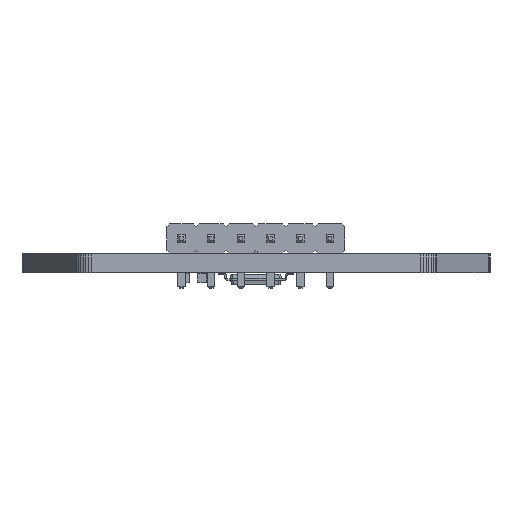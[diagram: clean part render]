
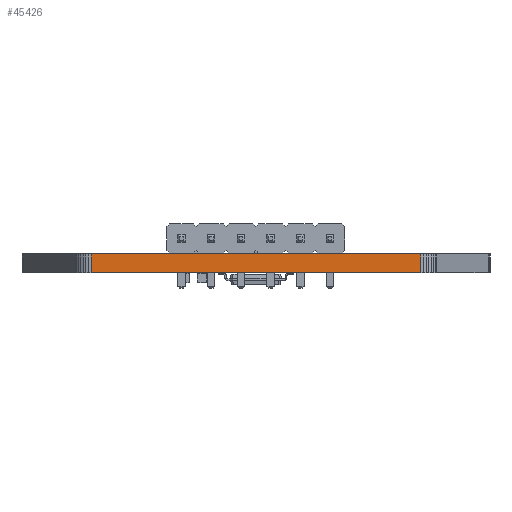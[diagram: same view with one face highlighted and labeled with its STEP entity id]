
A CAD part, front view. The second image highlights one B-rep face of the part: STEP entity #45426.
In plain terms, the highlighted planar face has unit normal (0, -1, 0).
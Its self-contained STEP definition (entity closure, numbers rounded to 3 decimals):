
#38895 = PLANE('',#38896);
#38896 = AXIS2_PLACEMENT_3D('',#38897,#38898,#38899);
#38897 = CARTESIAN_POINT('',(100.007,-104.578,1.6));
#38898 = DIRECTION('',(-0.,-0.,-1.));
#38899 = DIRECTION('',(-1.,0.,0.));
#38949 = PLANE('',#38950);
#38950 = AXIS2_PLACEMENT_3D('',#38951,#38952,#38953);
#38951 = CARTESIAN_POINT('',(100.007,-104.578,0.));
#38952 = DIRECTION('',(-0.,-0.,-1.));
#38953 = DIRECTION('',(-1.,0.,0.));
#39674 = VERTEX_POINT('',#39675);
#39675 = CARTESIAN_POINT('',(114.097,-124.723,0.));
#39689 = PLANE('',#39690);
#39690 = AXIS2_PLACEMENT_3D('',#39691,#39692,#39693);
#39691 = CARTESIAN_POINT('',(114.333,-124.704,0.));
#39692 = DIRECTION('',(0.079,-0.997,0.));
#39693 = DIRECTION('',(-0.997,-0.079,0.));
#39701 = EDGE_CURVE('',#39674,#39702,#39704,.T.);
#39702 = VERTEX_POINT('',#39703);
#39703 = CARTESIAN_POINT('',(85.918,-124.723,0.));
#39704 = SURFACE_CURVE('',#39705,(#39709,#39716),.PCURVE_S1.);
#39705 = LINE('',#39706,#39707);
#39706 = CARTESIAN_POINT('',(114.097,-124.723,0.));
#39707 = VECTOR('',#39708,1.);
#39708 = DIRECTION('',(-1.,0.,0.));
#39709 = PCURVE('',#38949,#39710);
#39710 = DEFINITIONAL_REPRESENTATION('',(#39711),#39715);
#39711 = LINE('',#39712,#39713);
#39712 = CARTESIAN_POINT('',(-14.089,-20.145));
#39713 = VECTOR('',#39714,1.);
#39714 = DIRECTION('',(1.,0.));
#39715 = ( GEOMETRIC_REPRESENTATION_CONTEXT(2) 
PARAMETRIC_REPRESENTATION_CONTEXT() REPRESENTATION_CONTEXT('2D SPACE',''
  ) );
#39716 = PCURVE('',#39717,#39722);
#39717 = PLANE('',#39718);
#39718 = AXIS2_PLACEMENT_3D('',#39719,#39720,#39721);
#39719 = CARTESIAN_POINT('',(114.097,-124.723,0.));
#39720 = DIRECTION('',(0.,-1.,0.));
#39721 = DIRECTION('',(-1.,0.,0.));
#39722 = DEFINITIONAL_REPRESENTATION('',(#39723),#39727);
#39723 = LINE('',#39724,#39725);
#39724 = CARTESIAN_POINT('',(0.,0.));
#39725 = VECTOR('',#39726,1.);
#39726 = DIRECTION('',(1.,0.));
#39727 = ( GEOMETRIC_REPRESENTATION_CONTEXT(2) 
PARAMETRIC_REPRESENTATION_CONTEXT() REPRESENTATION_CONTEXT('2D SPACE',''
  ) );
#39745 = PLANE('',#39746);
#39746 = AXIS2_PLACEMENT_3D('',#39747,#39748,#39749);
#39747 = CARTESIAN_POINT('',(85.918,-124.723,0.));
#39748 = DIRECTION('',(-0.079,-0.997,0.));
#39749 = DIRECTION('',(-0.997,0.079,0.));
#42373 = VERTEX_POINT('',#42374);
#42374 = CARTESIAN_POINT('',(114.097,-124.723,1.6));
#42395 = EDGE_CURVE('',#42373,#42396,#42398,.T.);
#42396 = VERTEX_POINT('',#42397);
#42397 = CARTESIAN_POINT('',(85.918,-124.723,1.6));
#42398 = SURFACE_CURVE('',#42399,(#42403,#42410),.PCURVE_S1.);
#42399 = LINE('',#42400,#42401);
#42400 = CARTESIAN_POINT('',(114.097,-124.723,1.6));
#42401 = VECTOR('',#42402,1.);
#42402 = DIRECTION('',(-1.,0.,0.));
#42403 = PCURVE('',#38895,#42404);
#42404 = DEFINITIONAL_REPRESENTATION('',(#42405),#42409);
#42405 = LINE('',#42406,#42407);
#42406 = CARTESIAN_POINT('',(-14.089,-20.145));
#42407 = VECTOR('',#42408,1.);
#42408 = DIRECTION('',(1.,0.));
#42409 = ( GEOMETRIC_REPRESENTATION_CONTEXT(2) 
PARAMETRIC_REPRESENTATION_CONTEXT() REPRESENTATION_CONTEXT('2D SPACE',''
  ) );
#42410 = PCURVE('',#39717,#42411);
#42411 = DEFINITIONAL_REPRESENTATION('',(#42412),#42416);
#42412 = LINE('',#42413,#42414);
#42413 = CARTESIAN_POINT('',(0.,-1.6));
#42414 = VECTOR('',#42415,1.);
#42415 = DIRECTION('',(1.,0.));
#42416 = ( GEOMETRIC_REPRESENTATION_CONTEXT(2) 
PARAMETRIC_REPRESENTATION_CONTEXT() REPRESENTATION_CONTEXT('2D SPACE',''
  ) );
#45378 = EDGE_CURVE('',#39674,#42373,#45379,.T.);
#45379 = SURFACE_CURVE('',#45380,(#45384,#45391),.PCURVE_S1.);
#45380 = LINE('',#45381,#45382);
#45381 = CARTESIAN_POINT('',(114.097,-124.723,0.));
#45382 = VECTOR('',#45383,1.);
#45383 = DIRECTION('',(0.,0.,1.));
#45384 = PCURVE('',#39689,#45385);
#45385 = DEFINITIONAL_REPRESENTATION('',(#45386),#45390);
#45386 = LINE('',#45387,#45388);
#45387 = CARTESIAN_POINT('',(0.237,0.));
#45388 = VECTOR('',#45389,1.);
#45389 = DIRECTION('',(0.,-1.));
#45390 = ( GEOMETRIC_REPRESENTATION_CONTEXT(2) 
PARAMETRIC_REPRESENTATION_CONTEXT() REPRESENTATION_CONTEXT('2D SPACE',''
  ) );
#45391 = PCURVE('',#39717,#45392);
#45392 = DEFINITIONAL_REPRESENTATION('',(#45393),#45397);
#45393 = LINE('',#45394,#45395);
#45394 = CARTESIAN_POINT('',(0.,0.));
#45395 = VECTOR('',#45396,1.);
#45396 = DIRECTION('',(0.,-1.));
#45397 = ( GEOMETRIC_REPRESENTATION_CONTEXT(2) 
PARAMETRIC_REPRESENTATION_CONTEXT() REPRESENTATION_CONTEXT('2D SPACE',''
  ) );
#45426 = ADVANCED_FACE('',(#45427),#39717,.T.);
#45427 = FACE_BOUND('',#45428,.T.);
#45428 = EDGE_LOOP('',(#45429,#45430,#45431,#45452));
#45429 = ORIENTED_EDGE('',*,*,#45378,.T.);
#45430 = ORIENTED_EDGE('',*,*,#42395,.T.);
#45431 = ORIENTED_EDGE('',*,*,#45432,.F.);
#45432 = EDGE_CURVE('',#39702,#42396,#45433,.T.);
#45433 = SURFACE_CURVE('',#45434,(#45438,#45445),.PCURVE_S1.);
#45434 = LINE('',#45435,#45436);
#45435 = CARTESIAN_POINT('',(85.918,-124.723,0.));
#45436 = VECTOR('',#45437,1.);
#45437 = DIRECTION('',(0.,0.,1.));
#45438 = PCURVE('',#39717,#45439);
#45439 = DEFINITIONAL_REPRESENTATION('',(#45440),#45444);
#45440 = LINE('',#45441,#45442);
#45441 = CARTESIAN_POINT('',(28.179,0.));
#45442 = VECTOR('',#45443,1.);
#45443 = DIRECTION('',(0.,-1.));
#45444 = ( GEOMETRIC_REPRESENTATION_CONTEXT(2) 
PARAMETRIC_REPRESENTATION_CONTEXT() REPRESENTATION_CONTEXT('2D SPACE',''
  ) );
#45445 = PCURVE('',#39745,#45446);
#45446 = DEFINITIONAL_REPRESENTATION('',(#45447),#45451);
#45447 = LINE('',#45448,#45449);
#45448 = CARTESIAN_POINT('',(0.,0.));
#45449 = VECTOR('',#45450,1.);
#45450 = DIRECTION('',(0.,-1.));
#45451 = ( GEOMETRIC_REPRESENTATION_CONTEXT(2) 
PARAMETRIC_REPRESENTATION_CONTEXT() REPRESENTATION_CONTEXT('2D SPACE',''
  ) );
#45452 = ORIENTED_EDGE('',*,*,#39701,.F.);
